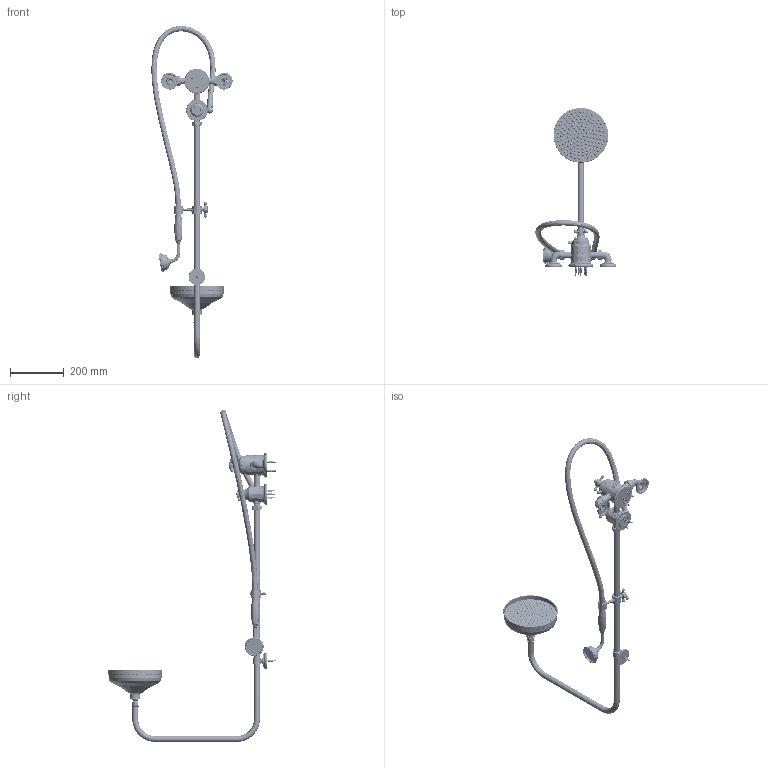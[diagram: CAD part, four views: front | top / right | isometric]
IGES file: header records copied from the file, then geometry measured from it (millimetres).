
Global section: file name: V2K5A-XX; native system: Autodesk Inventor 2018; preprocessor: unknown; author: aduggalther; date: 20181024.143351; units: millimetre
Bounding box: 302.62 x 628.09 x 1238.25 mm (x, y, z)
Volume: 2566479.9 mm3; surface area: 870085 mm2
Topology: 132 solids, 148 shells, 5862 faces, 16288 edges, 11065 vertices
Faces by surface type: bspline 5862
